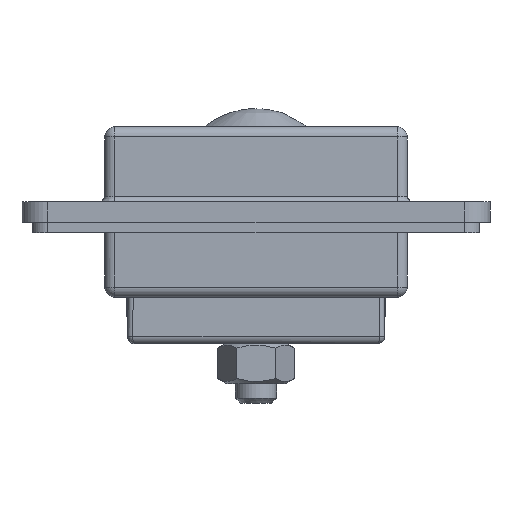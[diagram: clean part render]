
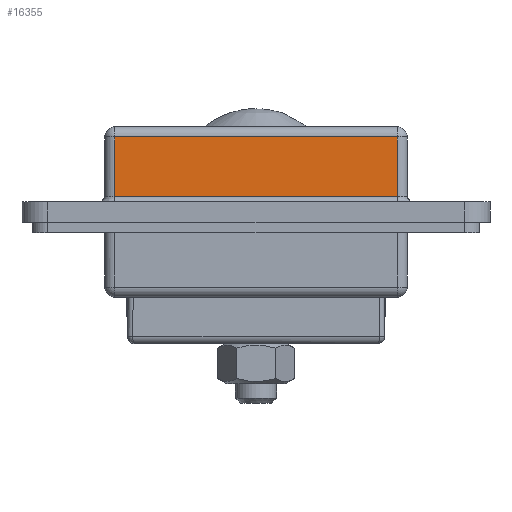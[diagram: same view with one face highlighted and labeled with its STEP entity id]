
A CAD part, left-side view. The second image highlights one B-rep face of the part: STEP entity #16355.
In plain terms, the highlighted planar face has unit normal (-1, 0, 0.009).
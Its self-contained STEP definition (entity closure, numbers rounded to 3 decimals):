
#13184=CARTESIAN_POINT('',(-95.618,27.368,19.491));
#13185=VERTEX_POINT('',#13184);
#13242=CARTESIAN_POINT('',(-95.618,-27.368,19.491));
#13243=VERTEX_POINT('',#13242);
#13251=CARTESIAN_POINT('',(-95.618,-27.368,19.491));
#13252=DIRECTION('',(0.0,1.0,0.0));
#13253=VECTOR('',#13252,54.736);
#13254=LINE('',#13251,#13253);
#13255=EDGE_CURVE('',#13243,#13185,#13254,.T.);
#13587=CARTESIAN_POINT('',(-95.517,27.267,31.017));
#13588=VERTEX_POINT('',#13587);
#13589=CARTESIAN_POINT('',(-95.618,27.368,19.491));
#13590=DIRECTION('',(0.009,-0.009,1.));
#13591=VECTOR('',#13590,11.527);
#13592=LINE('',#13589,#13591);
#13593=EDGE_CURVE('',#13185,#13588,#13592,.T.);
#16332=CARTESIAN_POINT('',(-95.788,-29.25,0.001));
#16333=DIRECTION('',(-1.,0.,0.009));
#16334=DIRECTION('',(0.009,0.0,1.));
#16335=AXIS2_PLACEMENT_3D('',#16332,#16333,#16334);
#16336=PLANE('',#16335);
#16337=ORIENTED_EDGE('',*,*,#13255,.F.);
#16338=CARTESIAN_POINT('',(-95.517,-27.267,31.017));
#16339=VERTEX_POINT('',#16338);
#16340=CARTESIAN_POINT('',(-95.517,-27.267,31.017));
#16341=DIRECTION('',(-0.009,-0.009,-1.));
#16342=VECTOR('',#16341,11.527);
#16343=LINE('',#16340,#16342);
#16344=EDGE_CURVE('',#16339,#13243,#16343,.T.);
#16345=ORIENTED_EDGE('',*,*,#16344,.F.);
#16346=CARTESIAN_POINT('',(-95.517,27.267,31.017));
#16347=DIRECTION('',(0.0,-1.0,0.0));
#16348=VECTOR('',#16347,54.535);
#16349=LINE('',#16346,#16348);
#16350=EDGE_CURVE('',#13588,#16339,#16349,.T.);
#16351=ORIENTED_EDGE('',*,*,#16350,.F.);
#16352=ORIENTED_EDGE('',*,*,#13593,.F.);
#16353=EDGE_LOOP('',(#16337,#16345,#16351,#16352));
#16354=FACE_OUTER_BOUND('',#16353,.T.);
#16355=ADVANCED_FACE('',(#16354),#16336,.T.);
